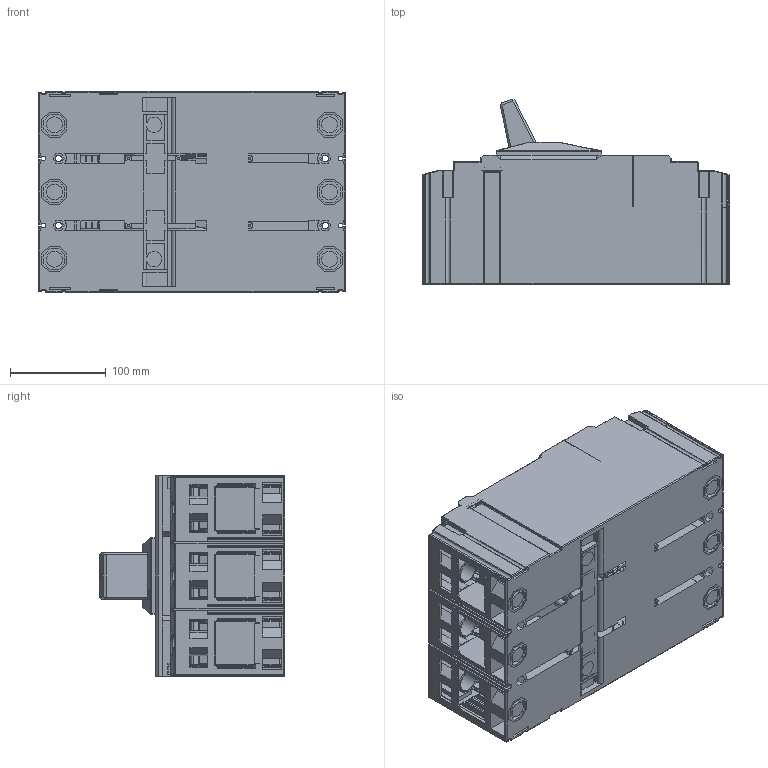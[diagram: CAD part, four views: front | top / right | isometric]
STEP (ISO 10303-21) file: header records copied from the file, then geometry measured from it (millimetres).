
FILE_DESCRIPTION(/* description */ (''),/* implementation_level */ '2;1');
FILE_NAME(/* name */ 'FILE_STP_CAD_DRAWING_3D_P5ME3PS0800_prt.stp',/* time_stamp */ '2025-07-28T15:39:26+02:00',/* author */ (''),/* organization */ (''),/* preprocessor_version */ 'ST-DEVELOPER v20',/* originating_system */ 'SIEMENS PLM Software NX2406.8500',/* authorisation */ '');
FILE_SCHEMA (('AUTOMOTIVE_DESIGN { 1 0 10303 214 3 1 1 1 }'));
Products named in the file (1): 3D_P5ME3PS0800
Bounding box: 320 x 193.57 x 210 mm (x, y, z)
Surface area: 554763.2 mm2 (no closed solid volume)
Topology: 0 solids, 1547 shells, 1748 faces, 11109 edges, 10852 vertices
Faces by surface type: plane 1028, cylinder 515, bspline 74, sphere 56, torus 49, cone 26
Full cylindrical faces by diameter (mm): 2 x2, 2.4 x5, 2.5 x1, 2.6 x3, 3.2 x4, 4.5 x1, 4.8 x1, 7 x4, 8 x5, 8.1 x2, 8.5 x4, 12 x6, 13 x6, 22 x6
Entity records: 138707 total; most frequent: CARTESIAN_POINT 65971, ORIENTED_EDGE 11505, EDGE_CURVE 11007, VERTEX_POINT 10827, B_SPLINE_CURVE_WITH_KNOTS 10166, DIRECTION 4420, EDGE_LOOP 2076, AXIS2_PLACEMENT_3D 1953
